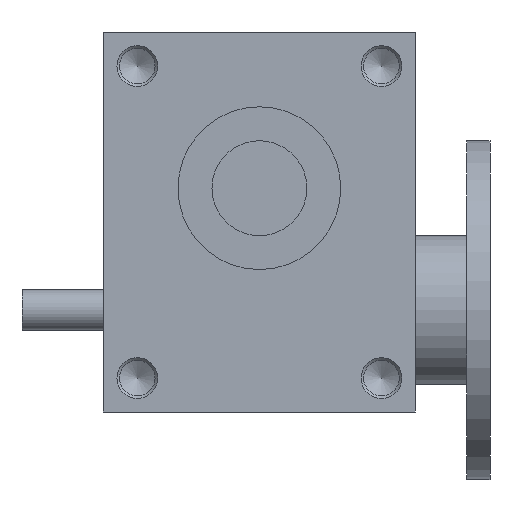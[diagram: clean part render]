
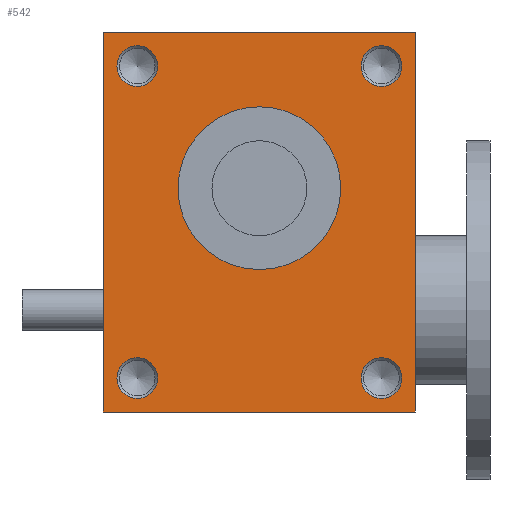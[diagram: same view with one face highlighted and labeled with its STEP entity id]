
A CAD part, front view. The second image highlights one B-rep face of the part: STEP entity #542.
In plain terms, the highlighted planar face has unit normal (0, -1, 0).
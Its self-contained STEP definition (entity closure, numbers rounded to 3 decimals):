
#542 = ADVANCED_FACE( '', ( #1174, #1175, #1176, #1177, #1178, #1179 ), #1180, .F. );
#1174 = FACE_BOUND( '', #1905, .T. );
#1175 = FACE_BOUND( '', #1906, .T. );
#1176 = FACE_BOUND( '', #1907, .T. );
#1177 = FACE_BOUND( '', #1908, .T. );
#1178 = FACE_BOUND( '', #1909, .T. );
#1179 = FACE_OUTER_BOUND( '', #1910, .T. );
#1180 = PLANE( '', #1911 );
#1905 = EDGE_LOOP( '', ( #3221 ) );
#1906 = EDGE_LOOP( '', ( #3222 ) );
#1907 = EDGE_LOOP( '', ( #3223 ) );
#1908 = EDGE_LOOP( '', ( #3224 ) );
#1909 = EDGE_LOOP( '', ( #3225 ) );
#1910 = EDGE_LOOP( '', ( #3226, #3227, #3228, #3229 ) );
#1911 = AXIS2_PLACEMENT_3D( '', #3230, #3231, #3232 );
#3221 = ORIENTED_EDGE( '', *, *, #3867, .F. );
#3222 = ORIENTED_EDGE( '', *, *, #4248, .F. );
#3223 = ORIENTED_EDGE( '', *, *, #4057, .F. );
#3224 = ORIENTED_EDGE( '', *, *, #4334, .F. );
#3225 = ORIENTED_EDGE( '', *, *, #4312, .T. );
#3226 = ORIENTED_EDGE( '', *, *, #4343, .T. );
#3227 = ORIENTED_EDGE( '', *, *, #3950, .F. );
#3228 = ORIENTED_EDGE( '', *, *, #4072, .F. );
#3229 = ORIENTED_EDGE( '', *, *, #4009, .T. );
#3230 = CARTESIAN_POINT( '', ( -115., -88., 140. ) );
#3231 = DIRECTION( '', ( 0., 1., 0. ) );
#3232 = DIRECTION( '', ( 0., 0., 1. ) );
#3867 = EDGE_CURVE( '', #4505, #4505, #4506, .T. );
#3950 = EDGE_CURVE( '', #4646, #4641, #4648, .T. );
#4009 = EDGE_CURVE( '', #4746, #4744, #4747, .T. );
#4057 = EDGE_CURVE( '', #4822, #4822, #4823, .T. );
#4072 = EDGE_CURVE( '', #4746, #4646, #4846, .T. );
#4248 = EDGE_CURVE( '', #5131, #5131, #5132, .T. );
#4312 = EDGE_CURVE( '', #5207, #5207, #5208, .T. );
#4334 = EDGE_CURVE( '', #5234, #5234, #5235, .T. );
#4343 = EDGE_CURVE( '', #4744, #4641, #5245, .T. );
#4505 = VERTEX_POINT( '', #5427 );
#4506 = CIRCLE( '', #5428, 15. );
#4641 = VERTEX_POINT( '', #5605 );
#4646 = VERTEX_POINT( '', #5612 );
#4648 = LINE( '', #5615, #5616 );
#4744 = VERTEX_POINT( '', #5739 );
#4746 = VERTEX_POINT( '', #5742 );
#4747 = LINE( '', #5743, #5744 );
#4822 = VERTEX_POINT( '', #5841 );
#4823 = CIRCLE( '', #5842, 15. );
#4846 = LINE( '', #5870, #5871 );
#5131 = VERTEX_POINT( '', #6247 );
#5132 = CIRCLE( '', #6248, 15. );
#5207 = VERTEX_POINT( '', #6342 );
#5208 = CIRCLE( '', #6343, 60. );
#5234 = VERTEX_POINT( '', #6409 );
#5235 = CIRCLE( '', #6410, 15. );
#5245 = LINE( '', #6423, #6424 );
#5427 = CARTESIAN_POINT( '', ( -90., -88., -130. ) );
#5428 = AXIS2_PLACEMENT_3D( '', #6659, #6660, #6661 );
#5605 = CARTESIAN_POINT( '', ( 115., -88., -140. ) );
#5612 = CARTESIAN_POINT( '', ( 115., -88., 140. ) );
#5615 = CARTESIAN_POINT( '', ( 115., -88., 140. ) );
#5616 = VECTOR( '', #6755, 1000. );
#5739 = CARTESIAN_POINT( '', ( -115., -88., -140. ) );
#5742 = CARTESIAN_POINT( '', ( -115., -88., 140. ) );
#5743 = CARTESIAN_POINT( '', ( -115., -88., 140. ) );
#5744 = VECTOR( '', #6832, 1000. );
#5841 = CARTESIAN_POINT( '', ( 90., -88., 100. ) );
#5842 = AXIS2_PLACEMENT_3D( '', #6897, #6898, #6899 );
#5870 = CARTESIAN_POINT( '', ( -115., -88., 140. ) );
#5871 = VECTOR( '', #6917, 1000. );
#6247 = CARTESIAN_POINT( '', ( -90., -88., 100. ) );
#6248 = AXIS2_PLACEMENT_3D( '', #7177, #7178, #7179 );
#6342 = CARTESIAN_POINT( '', ( 60., -88., 25. ) );
#6343 = AXIS2_PLACEMENT_3D( '', #7238, #7239, #7240 );
#6409 = CARTESIAN_POINT( '', ( 90., -88., -130. ) );
#6410 = AXIS2_PLACEMENT_3D( '', #7256, #7257, #7258 );
#6423 = CARTESIAN_POINT( '', ( -115., -88., -140. ) );
#6424 = VECTOR( '', #7265, 1000. );
#6659 = CARTESIAN_POINT( '', ( -90., -88., -115. ) );
#6660 = DIRECTION( '', ( 0., -1., 0. ) );
#6661 = DIRECTION( '', ( 0., 0., -1. ) );
#6755 = DIRECTION( '', ( 0., 0., -1. ) );
#6832 = DIRECTION( '', ( 0., 0., -1. ) );
#6897 = CARTESIAN_POINT( '', ( 90., -88., 115. ) );
#6898 = DIRECTION( '', ( 0., -1., 0. ) );
#6899 = DIRECTION( '', ( 0., 0., -1. ) );
#6917 = DIRECTION( '', ( 1., 0., 0. ) );
#7177 = CARTESIAN_POINT( '', ( -90., -88., 115. ) );
#7178 = DIRECTION( '', ( 0., -1., 0. ) );
#7179 = DIRECTION( '', ( 0., 0., -1. ) );
#7238 = CARTESIAN_POINT( '', ( 0., -88., 25. ) );
#7239 = DIRECTION( '', ( 0., 1., 0. ) );
#7240 = DIRECTION( '', ( 1., 0., 0. ) );
#7256 = CARTESIAN_POINT( '', ( 90., -88., -115. ) );
#7257 = DIRECTION( '', ( 0., -1., 0. ) );
#7258 = DIRECTION( '', ( 0., 0., -1. ) );
#7265 = DIRECTION( '', ( 1., 0., 0. ) );
